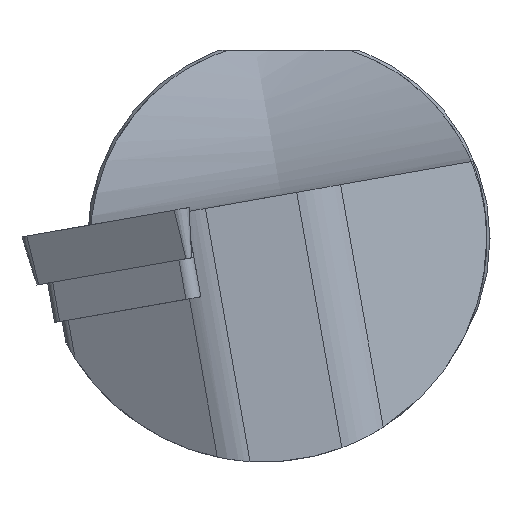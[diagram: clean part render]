
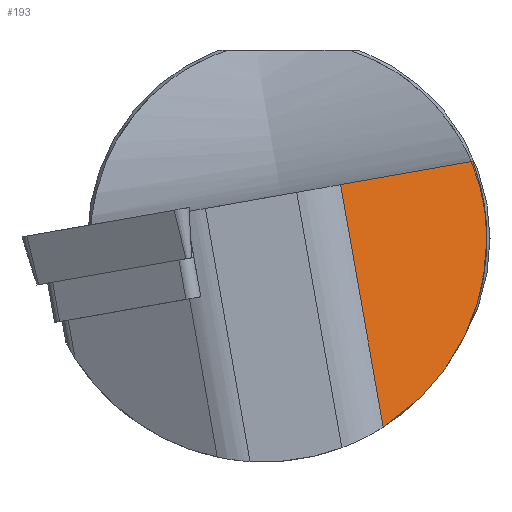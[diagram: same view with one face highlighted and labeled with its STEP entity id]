
A CAD part, left-side view. The second image highlights one B-rep face of the part: STEP entity #193.
In plain terms, the highlighted planar face has unit normal (-0.707, -0.696, 0.123).
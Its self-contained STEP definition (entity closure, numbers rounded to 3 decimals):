
#125=ELLIPSE('',#942,25.102,17.75);
#165=B_SPLINE_CURVE_WITH_KNOTS('',3,(#2049,#2050,#2051,#2052),
 .UNSPECIFIED.,.F.,.F.,(4,4),(0.,1.),.UNSPECIFIED.);
#193=ADVANCED_FACE('',(#263),#229,.F.);
#229=PLANE('',#943);
#263=FACE_OUTER_BOUND('',#311,.T.);
#311=EDGE_LOOP('',(#541,#542,#543));
#361=LINE('',#2386,#414);
#414=VECTOR('',#1068,1.);
#541=ORIENTED_EDGE('',*,*,#824,.T.);
#542=ORIENTED_EDGE('',*,*,#830,.F.);
#543=ORIENTED_EDGE('',*,*,#831,.T.);
#732=VERTEX_POINT('',#2048);
#733=VERTEX_POINT('',#2053);
#736=VERTEX_POINT('',#2387);
#824=EDGE_CURVE('',#733,#732,#165,.T.);
#830=EDGE_CURVE('',#736,#732,#361,.T.);
#831=EDGE_CURVE('',#736,#733,#125,.T.);
#942=AXIS2_PLACEMENT_3D('',#2388,#1069,#1070);
#943=AXIS2_PLACEMENT_3D('',#2389,#1071,#1072);
#1068=DIRECTION('',(0.,0.174,0.985));
#1069=DIRECTION('',(-0.707,-0.696,0.123));
#1070=DIRECTION('',(-0.707,0.696,-0.123));
#1071=DIRECTION('',(0.707,0.696,-0.123));
#1072=DIRECTION('',(0.702,-0.712,0.));
#2048=CARTESIAN_POINT('',(2.964,-4.114,4.3));
#2049=CARTESIAN_POINT('',(13.66,-14.648,6.157));
#2050=CARTESIAN_POINT('',(10.095,-11.137,5.539));
#2051=CARTESIAN_POINT('',(6.53,-7.626,4.919));
#2052=CARTESIAN_POINT('',(2.964,-4.114,4.3));
#2053=CARTESIAN_POINT('',(13.66,-14.648,6.157));
#2386=CARTESIAN_POINT('',(2.964,67.506,410.478));
#2387=CARTESIAN_POINT('',(2.964,-7.515,-14.984));
#2388=CARTESIAN_POINT('',(-3.804,2.,0.));
#2389=CARTESIAN_POINT('',(20.666,50.073,413.552));
